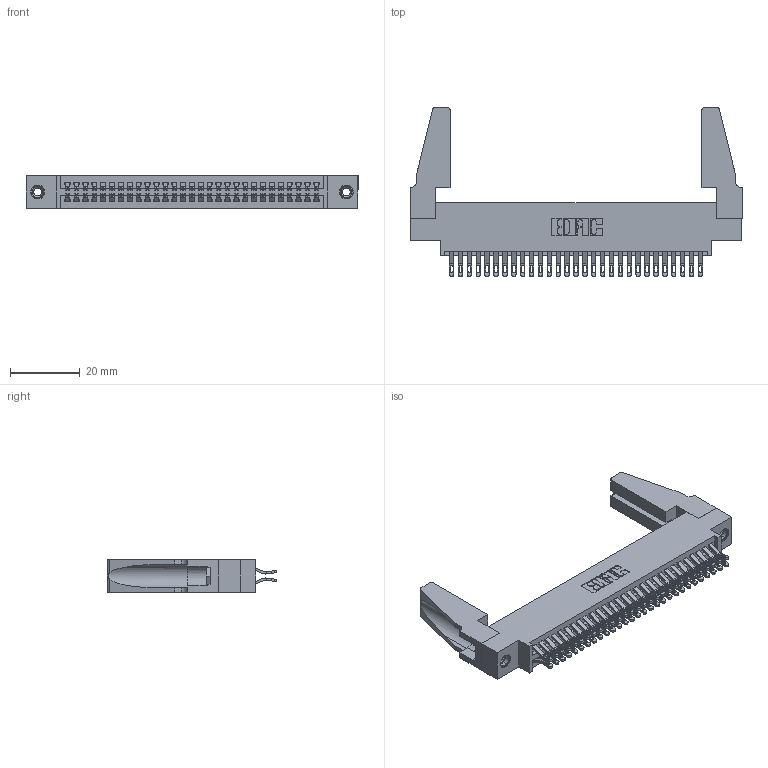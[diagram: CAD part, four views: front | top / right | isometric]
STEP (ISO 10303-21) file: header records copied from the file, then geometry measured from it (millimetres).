
FILE_DESCRIPTION (( 'STEP AP203' ), '1' );
FILE_NAME ('395-058-555-888.STEP', '2019-10-23T12:47:29', ( '' ), ( '' ), 'SwSTEP 2.0', 'SolidWorks 2016', '' );
FILE_SCHEMA (( 'CONFIG_CONTROL_DESIGN' ));
Length unit declared in the file: inch
Products named in the file (5): 345-250-001_345-250-001-102; 345-220-078_345-220-088; 395-058-555-888; 345 Part_0.170 Offset - 0.156 Dia-TH; 345-292-001_555 Tail
Assembly tree (63 placements, depth 2):
  395-058-555-888
    345 Part_0.170 Offset - 0.156 Dia-TH
    345-292-001_555 Tail  x58
    345-250-001_345-250-001-102  x2
    345-220-078_345-220-088  x2
Bounding box: 94.89 x 48.31 x 9.4 mm (x, y, z)
Volume: 12404.8 mm3; surface area: 17127.6 mm2
Topology: 63 solids, 63 shells, 3502 faces, 10933 edges, 7278 vertices
Faces by surface type: plane 1954, cylinder 1532, cone 12, torus 4
Entity records: 27110 total; most frequent: CARTESIAN_POINT 4588, ORIENTED_EDGE 4452, DIRECTION 4034, EDGE_CURVE 2226, LINE 1916, VECTOR 1916, VERTEX_POINT 1478, AXIS2_PLACEMENT_3D 1059
